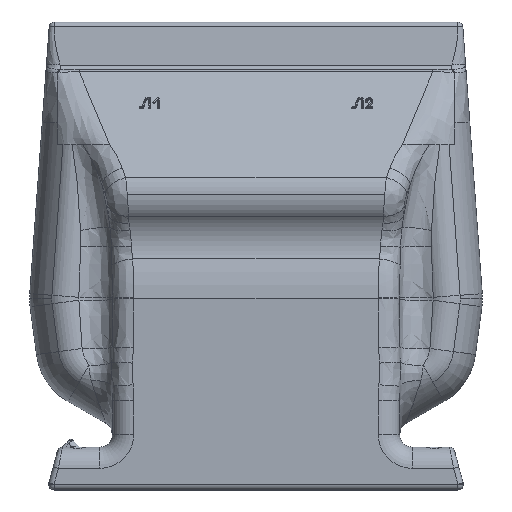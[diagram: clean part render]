
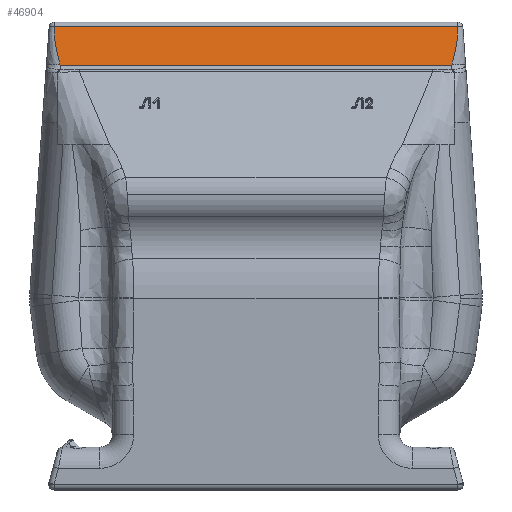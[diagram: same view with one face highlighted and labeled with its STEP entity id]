
A CAD part, top view. The second image highlights one B-rep face of the part: STEP entity #46904.
In plain terms, the highlighted planar face has unit normal (0, 0.109, 0.994).
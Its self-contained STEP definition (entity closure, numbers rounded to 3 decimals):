
#871 = CARTESIAN_POINT ( 'NONE',  ( 184.207, 399.455, 51.926 ) ) ;
#928 = CARTESIAN_POINT ( 'NONE',  ( -189.573, 435.545, 47.97 ) ) ;
#929 = CARTESIAN_POINT ( 'NONE',  ( 189.573, 435.545, 47.97 ) ) ;
#956 = CARTESIAN_POINT ( 'NONE',  ( -184.207, 399.455, 51.926 ) ) ;
#1380 = LINE ( 'NONE', #26775, #1381 ) ;
#1381 = VECTOR ( 'NONE', #26776, 1000. ) ;
#1450 = LINE ( 'NONE', #27396, #1451 ) ;
#1451 = VECTOR ( 'NONE', #27398, 1000. ) ;
#13731 = ORIENTED_EDGE ( 'NONE', *, *, #41389, .F. ) ;
#13733 = ORIENTED_EDGE ( 'NONE', *, *, #41318, .F. ) ;
#13734 = ORIENTED_EDGE ( 'NONE', *, *, #41386, .T. ) ;
#13735 = ORIENTED_EDGE ( 'NONE', *, *, #41392, .T. ) ;
#15527 = B_SPLINE_CURVE_WITH_KNOTS ( 'NONE', 3,
 ( #27420, #27430, #27432, #27433 ),
 .UNSPECIFIED., .F., .F.,
 ( 4, 4 ),
 ( 0., 0.289 ),
 .UNSPECIFIED. ) ;
#15528 = B_SPLINE_CURVE_WITH_KNOTS ( 'NONE', 3,
 ( #27395, #27416, #27417, #27419 ),
 .UNSPECIFIED., .F., .F.,
 ( 4, 4 ),
 ( 0., 0.289 ),
 .UNSPECIFIED. ) ;
#23850 = EDGE_LOOP ( 'NONE', ( #13735, #13734, #13731, #13733 ) ) ;
#26775 = CARTESIAN_POINT ( 'NONE',  ( -265.034, 435.545, 47.97 ) ) ;
#26776 = DIRECTION ( 'NONE',  ( 1., 0., 0. ) ) ;
#27395 = CARTESIAN_POINT ( 'NONE',  ( 189.573, 435.545, 47.97 ) ) ;
#27396 = CARTESIAN_POINT ( 'NONE',  ( -45., 399.455, 51.926 ) ) ;
#27398 = DIRECTION ( 'NONE',  ( 1., 0., 0. ) ) ;
#27416 = CARTESIAN_POINT ( 'NONE',  ( 190.436, 423.706, 49.268 ) ) ;
#27417 = CARTESIAN_POINT ( 'NONE',  ( 187.567, 411.598, 50.595 ) ) ;
#27419 = CARTESIAN_POINT ( 'NONE',  ( 184.207, 399.455, 51.926 ) ) ;
#27420 = CARTESIAN_POINT ( 'NONE',  ( -189.573, 435.545, 47.97 ) ) ;
#27430 = CARTESIAN_POINT ( 'NONE',  ( -190.436, 423.706, 49.268 ) ) ;
#27432 = CARTESIAN_POINT ( 'NONE',  ( -187.567, 411.598, 50.595 ) ) ;
#27433 = CARTESIAN_POINT ( 'NONE',  ( -184.207, 399.455, 51.926 ) ) ;
#30207 = VERTEX_POINT ( 'NONE', #871 ) ;
#30264 = VERTEX_POINT ( 'NONE', #928 ) ;
#30265 = VERTEX_POINT ( 'NONE', #929 ) ;
#30292 = VERTEX_POINT ( 'NONE', #956 ) ;
#35761 = PLANE ( 'NONE',  #52262 ) ;
#35764 = CARTESIAN_POINT ( 'NONE',  ( -265.034, 435.545, 47.97 ) ) ;
#35786 = DIRECTION ( 'NONE',  ( 0., 0.109, 0.994 ) ) ;
#35787 = DIRECTION ( 'NONE',  ( 0., 0.994, -0.109 ) ) ;
#41318 = EDGE_CURVE ( 'NONE', #30264, #30265, #1380, .T. ) ;
#41386 = EDGE_CURVE ( 'NONE', #30292, #30207, #1450, .T. ) ;
#41389 = EDGE_CURVE ( 'NONE', #30265, #30207, #15528, .T. ) ;
#41392 = EDGE_CURVE ( 'NONE', #30264, #30292, #15527, .T. ) ;
#46904 = ADVANCED_FACE ( 'NONE', ( #51940 ), #35761, .T. ) ;
#51940 = FACE_OUTER_BOUND ( 'NONE', #23850, .T. ) ;
#52262 = AXIS2_PLACEMENT_3D ( 'NONE', #35764, #35786, #35787 ) ;
